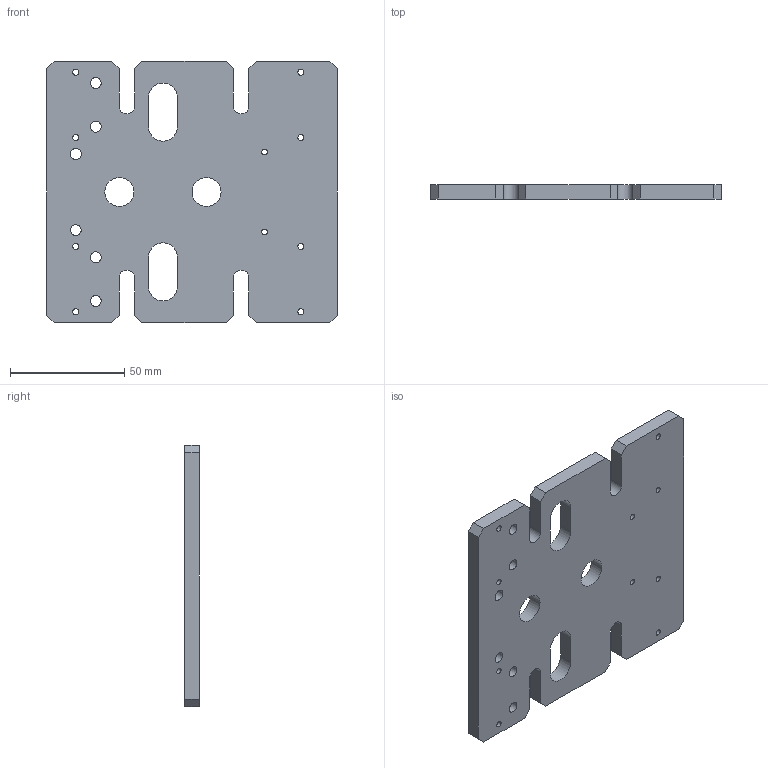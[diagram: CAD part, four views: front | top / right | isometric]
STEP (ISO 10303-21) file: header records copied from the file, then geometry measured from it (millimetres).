
FILE_DESCRIPTION(/* description */ (''),/* implementation_level */ '2;1');
FILE_NAME(/* name */ 'BASE BOARD BRIDGE - B.stp',/* time_stamp */ '2017-04-18T13:04:08-04:00',/* author */ ('Tanya'),/* organization */ (''),/* preprocessor_version */ 'ST-DEVELOPER v15.6',/* originating_system */ 'Autodesk Inventor 2015',/* authorisation */ '');
FILE_SCHEMA (('AUTOMOTIVE_DESIGN { 1 0 10303 214 3 1 1 }'));
Length unit declared in the file: inch
Products named in the file (1): BASE BOARD BRIDGE - B
Bounding box: 127 x 6.35 x 114.3 mm (x, y, z)
Volume: 81675.1 mm3; surface area: 32172.2 mm2
Topology: 1 solids, 1 shells, 60 faces, 184 edges, 126 vertices
Faces by surface type: plane 34, cylinder 26
Full cylindrical faces by diameter (mm): 2.464 x2, 2.642 x8, 4.762 x5, 4.906 x1, 12.7 x2
Entity records: 2006 total; most frequent: CARTESIAN_POINT 333, DIRECTION 330, ORIENTED_EDGE 312, EDGE_CURVE 156, EDGE_LOOP 118, VERTEX_POINT 116, AXIS2_PLACEMENT_3D 113, LINE 104
